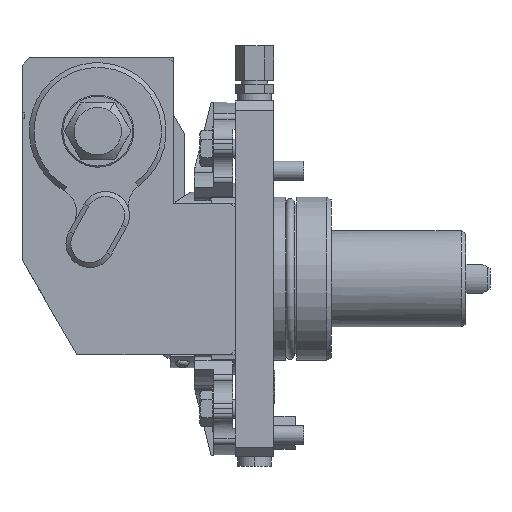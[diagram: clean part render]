
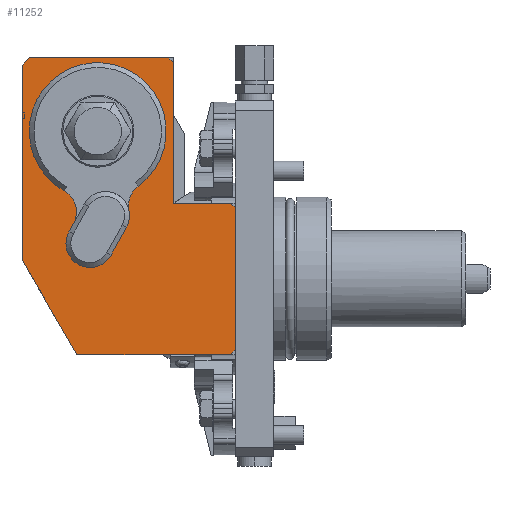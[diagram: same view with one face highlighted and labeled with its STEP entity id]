
A CAD part, front view. The second image highlights one B-rep face of the part: STEP entity #11252.
In plain terms, the highlighted planar face has unit normal (0, -1, 0).
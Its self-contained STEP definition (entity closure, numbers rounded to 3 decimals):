
#683=DIRECTION('',(0.707,0.,-0.707));
#684=VECTOR('',#683,2.828);
#685=CARTESIAN_POINT('',(-18.,-95.,31.5));
#686=LINE('',#685,#684);
#721=DIRECTION('',(-0.707,0.,-0.707));
#722=VECTOR('',#721,2.828);
#723=CARTESIAN_POINT('',(-16.,-95.,-29.5));
#724=LINE('',#723,#722);
#911=DIRECTION('',(-0.707,0.,-0.707));
#912=VECTOR('',#911,4.243);
#913=CARTESIAN_POINT('',(-101.716,-95.,91.943));
#914=LINE('',#913,#912);
#915=DIRECTION('',(-1.,0.,0.));
#916=VECTOR('',#915,58.);
#917=CARTESIAN_POINT('',(-43.716,-95.,91.943));
#918=LINE('',#917,#916);
#919=DIRECTION('',(0.,0.,1.));
#920=VECTOR('',#919,58.443);
#921=CARTESIAN_POINT('',(-41.716,-95.,31.5));
#922=LINE('',#921,#920);
#923=DIRECTION('',(-1.,0.,0.));
#924=VECTOR('',#923,23.716);
#925=CARTESIAN_POINT('',(-18.,-95.,31.5));
#926=LINE('',#925,#924);
#927=DIRECTION('',(0.,0.,1.));
#928=VECTOR('',#927,59.);
#929=CARTESIAN_POINT('',(-16.,-95.,-29.5));
#930=LINE('',#929,#928);
#931=DIRECTION('',(1.,0.,0.));
#932=VECTOR('',#931,63.911);
#933=CARTESIAN_POINT('',(-81.911,-95.,-31.5));
#934=LINE('',#933,#932);
#935=DIRECTION('',(0.5,0.,-0.866));
#936=VECTOR('',#935,45.611);
#937=CARTESIAN_POINT('',(-104.716,-95.,8.));
#938=LINE('',#937,#936);
#939=DIRECTION('',(0.,0.,-1.));
#940=VECTOR('',#939,80.943);
#941=CARTESIAN_POINT('',(-104.716,-95.,88.943));
#942=LINE('',#941,#940);
#943=CARTESIAN_POINT('',(-50.428,-95.,30.412));
#944=DIRECTION('',(0.,-1.,0.));
#945=DIRECTION('',(-0.592,0.,0.806));
#946=AXIS2_PLACEMENT_3D('',#943,#944,#945);
#948=CARTESIAN_POINT('',(-92.021,-95.,27.848));
#949=DIRECTION('',(0.,-1.,0.));
#950=DIRECTION('',(0.874,0.,-0.485));
#951=AXIS2_PLACEMENT_3D('',#948,#949,#950);
#953=DIRECTION('',(-0.485,0.,-0.874));
#954=VECTOR('',#953,3.909);
#955=CARTESIAN_POINT('',(-83.276,-95.,22.997));
#956=LINE('',#955,#954);
#957=CARTESIAN_POINT('',(-76.427,-95.,14.728));
#958=DIRECTION('',(0.,-1.,0.));
#959=DIRECTION('',(-0.874,0.,0.485));
#960=AXIS2_PLACEMENT_3D('',#957,#958,#959);
#962=DIRECTION('',(0.485,0.,0.874));
#963=VECTOR('',#962,13.245);
#964=CARTESIAN_POINT('',(-67.682,-95.,9.878));
#965=LINE('',#964,#963);
#966=CARTESIAN_POINT('',(-70.003,-95.,26.31));
#967=DIRECTION('',(0.,-1.,0.));
#968=DIRECTION('',(0.874,0.,-0.485));
#969=AXIS2_PLACEMENT_3D('',#966,#967,#968);
#975=DIRECTION('',(0.707,0.,-0.707));
#976=VECTOR('',#975,2.828);
#977=CARTESIAN_POINT('',(-43.716,-95.,91.943));
#978=LINE('',#977,#976);
#1098=CARTESIAN_POINT('',(-73.216,-95.,61.443));
#1099=DIRECTION('',(0.,1.,0.));
#1100=DIRECTION('',(-0.488,0.,-0.873));
#1101=AXIS2_PLACEMENT_3D('',#1098,#1099,#1100);
#9328=CARTESIAN_POINT('',(-104.716,-95.,8.));
#9329=CARTESIAN_POINT('',(-81.911,-95.,-31.5));
#9330=VERTEX_POINT('',#9328);
#9331=VERTEX_POINT('',#9329);
#9332=CARTESIAN_POINT('',(-85.172,-95.,19.579));
#9333=CARTESIAN_POINT('',(-67.682,-95.,9.878));
#9334=VERTEX_POINT('',#9332);
#9335=VERTEX_POINT('',#9333);
#9336=CARTESIAN_POINT('',(-61.258,-95.,21.46));
#9337=VERTEX_POINT('',#9336);
#9354=CARTESIAN_POINT('',(-16.,-95.,-29.5));
#9355=CARTESIAN_POINT('',(-18.,-95.,-31.5));
#9356=VERTEX_POINT('',#9354);
#9357=VERTEX_POINT('',#9355);
#9358=CARTESIAN_POINT('',(-18.,-95.,31.5));
#9359=CARTESIAN_POINT('',(-16.,-95.,29.5));
#9360=VERTEX_POINT('',#9358);
#9361=VERTEX_POINT('',#9359);
#9362=CARTESIAN_POINT('',(-43.716,-95.,91.943));
#9363=CARTESIAN_POINT('',(-41.716,-95.,89.943));
#9364=VERTEX_POINT('',#9362);
#9365=VERTEX_POINT('',#9363);
#9366=CARTESIAN_POINT('',(-41.716,-95.,31.5));
#9367=VERTEX_POINT('',#9366);
#9368=CARTESIAN_POINT('',(-56.347,-95.,38.472));
#9369=CARTESIAN_POINT('',(-60.215,-95.,28.361));
#9370=VERTEX_POINT('',#9368);
#9371=VERTEX_POINT('',#9369);
#9372=CARTESIAN_POINT('',(-83.276,-95.,22.997));
#9373=CARTESIAN_POINT('',(-87.136,-95.,36.574));
#9374=VERTEX_POINT('',#9372);
#9375=VERTEX_POINT('',#9373);
#9394=CARTESIAN_POINT('',(-101.716,-95.,91.943));
#9395=CARTESIAN_POINT('',(-104.716,-95.,88.943));
#9396=VERTEX_POINT('',#9394);
#9397=VERTEX_POINT('',#9395);
#11217=CARTESIAN_POINT('',(-22.5,-95.,-24.5));
#11218=DIRECTION('',(0.,1.,0.));
#11219=DIRECTION('',(1.,0.,0.));
#11220=AXIS2_PLACEMENT_3D('',#11217,#11218,#11219);
#11221=PLANE('',#11220);
#11222=ORIENTED_EDGE('',*,*,#11158,.F.);
#11223=ORIENTED_EDGE('',*,*,#11175,.F.);
#11225=ORIENTED_EDGE('',*,*,#11224,.T.);
#11226=ORIENTED_EDGE('',*,*,#11210,.F.);
#11227=ORIENTED_EDGE('',*,*,#10937,.F.);
#11228=ORIENTED_EDGE('',*,*,#10992,.T.);
#11229=ORIENTED_EDGE('',*,*,#11007,.F.);
#11230=ORIENTED_EDGE('',*,*,#11043,.T.);
#11231=ORIENTED_EDGE('',*,*,#11056,.F.);
#11232=ORIENTED_EDGE('',*,*,#11072,.F.);
#11233=ORIENTED_EDGE('',*,*,#11090,.F.);
#11234=EDGE_LOOP('',(#11222,#11223,#11225,#11226,#11227,#11228,#11229,#11230,
#11231,#11232,#11233));
#11235=FACE_OUTER_BOUND('',#11234,.F.);
#11237=ORIENTED_EDGE('',*,*,#11236,.F.);
#11239=ORIENTED_EDGE('',*,*,#11238,.F.);
#11241=ORIENTED_EDGE('',*,*,#11240,.F.);
#11243=ORIENTED_EDGE('',*,*,#11242,.T.);
#11245=ORIENTED_EDGE('',*,*,#11244,.T.);
#11247=ORIENTED_EDGE('',*,*,#11246,.T.);
#11249=ORIENTED_EDGE('',*,*,#11248,.T.);
#11250=EDGE_LOOP('',(#11237,#11239,#11241,#11243,#11245,#11247,#11249));
#11251=FACE_BOUND('',#11250,.F.);
#11252=ADVANCED_FACE('',(#11235,#11251),#11221,.F.);
#947=CIRCLE('',#946,10.);
#952=CIRCLE('',#951,10.);
#961=CIRCLE('',#960,10.);
#970=CIRCLE('',#969,10.);
#1102=CIRCLE('',#1101,28.5);
#10937=EDGE_CURVE('',#9360,#9367,#926,.T.);
#10992=EDGE_CURVE('',#9360,#9361,#686,.T.);
#11007=EDGE_CURVE('',#9356,#9361,#930,.T.);
#11043=EDGE_CURVE('',#9356,#9357,#724,.T.);
#11056=EDGE_CURVE('',#9331,#9357,#934,.T.);
#11072=EDGE_CURVE('',#9330,#9331,#938,.T.);
#11090=EDGE_CURVE('',#9397,#9330,#942,.T.);
#11158=EDGE_CURVE('',#9396,#9397,#914,.T.);
#11175=EDGE_CURVE('',#9364,#9396,#918,.T.);
#11210=EDGE_CURVE('',#9367,#9365,#922,.T.);
#11224=EDGE_CURVE('',#9364,#9365,#978,.T.);
#11236=EDGE_CURVE('',#9370,#9371,#947,.T.);
#11238=EDGE_CURVE('',#9375,#9370,#1102,.T.);
#11240=EDGE_CURVE('',#9374,#9375,#952,.T.);
#11242=EDGE_CURVE('',#9374,#9334,#956,.T.);
#11244=EDGE_CURVE('',#9334,#9335,#961,.T.);
#11246=EDGE_CURVE('',#9335,#9337,#965,.T.);
#11248=EDGE_CURVE('',#9337,#9371,#970,.T.);
